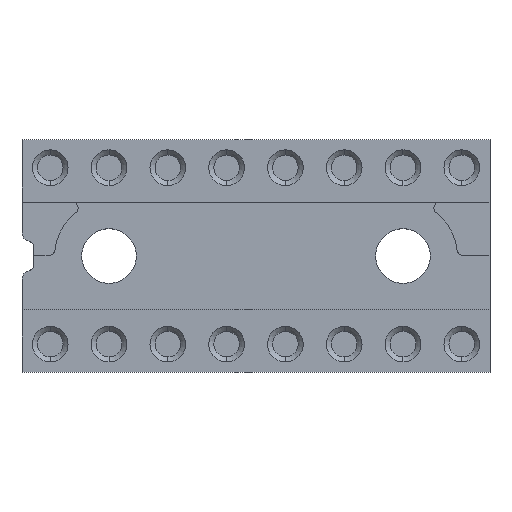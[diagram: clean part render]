
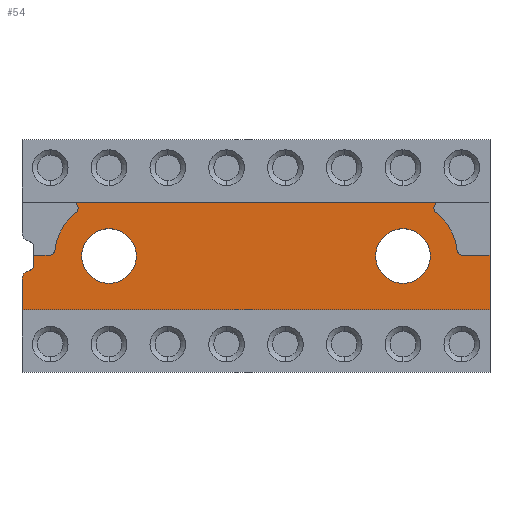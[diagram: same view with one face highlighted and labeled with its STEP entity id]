
A CAD part, top view. The second image highlights one B-rep face of the part: STEP entity #54.
In plain terms, the highlighted planar face has unit normal (0, 0, 1).
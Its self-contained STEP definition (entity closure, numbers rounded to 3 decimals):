
#54=ADVANCED_FACE('',(#303,#304,#305),#306,.F.);
#303=FACE_OUTER_BOUND('',#787,.T.);
#304=FACE_BOUND('',#788,.T.);
#305=FACE_BOUND('',#789,.T.);
#306=PLANE('',#790);
#787=EDGE_LOOP('',(#1335,#1336,#1337,#1338,#1339,#1340,#1341,#1342,#1343,#1344,#1345,#1346,#1347,#1348,#1349,#1350,#1351));
#788=EDGE_LOOP('',(#1352,#1353));
#789=EDGE_LOOP('',(#1354,#1355));
#790=AXIS2_PLACEMENT_3D('',#1356,#1357,#1358);
#1335=ORIENTED_EDGE('',*,*,#2922,.F.);
#1336=ORIENTED_EDGE('',*,*,#2860,.F.);
#1337=ORIENTED_EDGE('',*,*,#2923,.F.);
#1338=ORIENTED_EDGE('',*,*,#2924,.T.);
#1339=ORIENTED_EDGE('',*,*,#2925,.F.);
#1340=ORIENTED_EDGE('',*,*,#2926,.F.);
#1341=ORIENTED_EDGE('',*,*,#2927,.T.);
#1342=ORIENTED_EDGE('',*,*,#2928,.F.);
#1343=ORIENTED_EDGE('',*,*,#2929,.T.);
#1344=ORIENTED_EDGE('',*,*,#2910,.T.);
#1345=ORIENTED_EDGE('',*,*,#2908,.T.);
#1346=ORIENTED_EDGE('',*,*,#2921,.T.);
#1347=ORIENTED_EDGE('',*,*,#2930,.T.);
#1348=ORIENTED_EDGE('',*,*,#2931,.F.);
#1349=ORIENTED_EDGE('',*,*,#2932,.T.);
#1350=ORIENTED_EDGE('',*,*,#2933,.F.);
#1351=ORIENTED_EDGE('',*,*,#2866,.F.);
#1352=ORIENTED_EDGE('',*,*,#2934,.F.);
#1353=ORIENTED_EDGE('',*,*,#2935,.F.);
#1354=ORIENTED_EDGE('',*,*,#2936,.F.);
#1355=ORIENTED_EDGE('',*,*,#2937,.F.);
#1356=CARTESIAN_POINT('',(-10.109,-2.324,-2.108));
#1357=DIRECTION('',(0.0,0.0,-1.0));
#1358=DIRECTION('',(0.0,-1.0,0.0));
#2860=EDGE_CURVE('',#3333,#3336,#3337,.T.);
#2866=EDGE_CURVE('',#3346,#3342,#3348,.T.);
#2908=EDGE_CURVE('',#3431,#3429,#3432,.T.);
#2910=EDGE_CURVE('',#3434,#3431,#3435,.T.);
#2921=EDGE_CURVE('',#3429,#3451,#3453,.T.);
#2922=EDGE_CURVE('',#3336,#3346,#3454,.T.);
#2923=EDGE_CURVE('',#3455,#3333,#3456,.T.);
#2924=EDGE_CURVE('',#3455,#3457,#3458,.T.);
#2925=EDGE_CURVE('',#3459,#3457,#3460,.T.);
#2926=EDGE_CURVE('',#3461,#3459,#3462,.T.);
#2927=EDGE_CURVE('',#3461,#3463,#3464,.T.);
#2928=EDGE_CURVE('',#3465,#3463,#3466,.T.);
#2929=EDGE_CURVE('',#3465,#3434,#3467,.T.);
#2930=EDGE_CURVE('',#3451,#3468,#3469,.T.);
#2931=EDGE_CURVE('',#3470,#3468,#3471,.T.);
#2932=EDGE_CURVE('',#3470,#3472,#3473,.T.);
#2933=EDGE_CURVE('',#3342,#3472,#3474,.T.);
#2934=EDGE_CURVE('',#3475,#3476,#3477,.T.);
#2935=EDGE_CURVE('',#3476,#3475,#3478,.T.);
#2936=EDGE_CURVE('',#3479,#3480,#3481,.T.);
#2937=EDGE_CURVE('',#3480,#3479,#3482,.T.);
#3333=VERTEX_POINT('',#4091);
#3336=VERTEX_POINT('',#4095);
#3337=CIRCLE('',#4096,0.254);
#3342=VERTEX_POINT('',#4102);
#3346=VERTEX_POINT('',#4107);
#3348=CIRCLE('',#4110,0.254);
#3429=VERTEX_POINT('',#4199);
#3431=VERTEX_POINT('',#4202);
#3432=LINE('',#4203,#4204);
#3434=VERTEX_POINT('',#4207);
#3435=LINE('',#4208,#4209);
#3451=VERTEX_POINT('',#4234);
#3453=LINE('',#4237,#4238);
#3454=LINE('',#4239,#4240);
#3455=VERTEX_POINT('',#4241);
#3456=CIRCLE('',#4242,0.254);
#3457=VERTEX_POINT('',#4243);
#3458=CIRCLE('',#4244,2.362);
#3459=VERTEX_POINT('',#4245);
#3460=CIRCLE('',#4246,0.254);
#3461=VERTEX_POINT('',#4247);
#3462=LINE('',#4248,#4249);
#3463=VERTEX_POINT('',#4250);
#3464=LINE('',#4251,#4252);
#3465=VERTEX_POINT('',#4253);
#3466=CIRCLE('',#4254,0.254);
#3467=CIRCLE('',#4255,0.381);
#3468=VERTEX_POINT('',#4256);
#3469=LINE('',#4257,#4258);
#3470=VERTEX_POINT('',#4259);
#3471=CIRCLE('',#4260,0.254);
#3472=VERTEX_POINT('',#4261);
#3473=CIRCLE('',#4262,2.362);
#3474=CIRCLE('',#4263,0.254);
#3475=VERTEX_POINT('',#4264);
#3476=VERTEX_POINT('',#4265);
#3477=CIRCLE('',#4266,1.181);
#3478=CIRCLE('',#4267,1.181);
#3479=VERTEX_POINT('',#4268);
#3480=VERTEX_POINT('',#4269);
#3481=CIRCLE('',#4270,1.181);
#3482=CIRCLE('',#4271,1.181);
#4091=CARTESIAN_POINT('',(-7.684,2.07,-2.108));
#4095=CARTESIAN_POINT('',(-7.938,2.324,-2.108));
#4096=AXIS2_PLACEMENT_3D('',#5068,#5069,#5070);
#4102=CARTESIAN_POINT('',(7.684,2.07,-2.108));
#4107=CARTESIAN_POINT('',(7.938,2.324,-2.108));
#4110=AXIS2_PLACEMENT_3D('',#5080,#5081,#5082);
#4199=CARTESIAN_POINT('',(10.109,-2.324,-2.108));
#4202=CARTESIAN_POINT('',(-10.109,-2.324,-2.108));
#4203=CARTESIAN_POINT('',(-10.109,-2.324,-2.108));
#4204=VECTOR('',#5188,20.218);
#4207=CARTESIAN_POINT('',(-10.109,-1.008,-2.108));
#4208=CARTESIAN_POINT('',(-10.109,-1.008,-2.108));
#4209=VECTOR('',#5190,1.316);
#4234=CARTESIAN_POINT('',(10.109,0.025,-2.108));
#4237=CARTESIAN_POINT('',(10.109,-2.324,-2.108));
#4238=VECTOR('',#5201,2.35);
#4239=CARTESIAN_POINT('',(-7.938,2.324,-2.108));
#4240=VECTOR('',#5202,15.876);
#4241=CARTESIAN_POINT('',(-7.783,1.869,-2.108));
#4242=AXIS2_PLACEMENT_3D('',#5203,#5204,#5205);
#4243=CARTESIAN_POINT('',(-8.687,0.252,-2.108));
#4244=AXIS2_PLACEMENT_3D('',#5206,#5207,#5208);
#4245=CARTESIAN_POINT('',(-8.939,0.025,-2.108));
#4246=AXIS2_PLACEMENT_3D('',#5209,#5210,#5211);
#4247=CARTESIAN_POINT('',(-9.601,0.025,-2.108));
#4248=CARTESIAN_POINT('',(-9.601,0.025,-2.108));
#4249=VECTOR('',#5212,0.662);
#4250=CARTESIAN_POINT('',(-9.601,-0.386,-2.108));
#4251=CARTESIAN_POINT('',(-9.601,0.025,-2.108));
#4252=VECTOR('',#5213,0.412);
#4253=CARTESIAN_POINT('',(-9.804,-0.635,-2.108));
#4254=AXIS2_PLACEMENT_3D('',#5214,#5215,#5216);
#4255=AXIS2_PLACEMENT_3D('',#5217,#5218,#5219);
#4256=CARTESIAN_POINT('',(8.939,0.025,-2.108));
#4257=CARTESIAN_POINT('',(10.109,0.025,-2.108));
#4258=VECTOR('',#5220,1.17);
#4259=CARTESIAN_POINT('',(8.687,0.252,-2.108));
#4260=AXIS2_PLACEMENT_3D('',#5221,#5222,#5223);
#4261=CARTESIAN_POINT('',(7.783,1.869,-2.108));
#4262=AXIS2_PLACEMENT_3D('',#5224,#5225,#5226);
#4263=AXIS2_PLACEMENT_3D('',#5227,#5228,#5229);
#4264=CARTESIAN_POINT('',(5.169,0.0,-2.108));
#4265=CARTESIAN_POINT('',(7.531,0.0,-2.108));
#4266=AXIS2_PLACEMENT_3D('',#5230,#5231,#5232);
#4267=AXIS2_PLACEMENT_3D('',#5233,#5234,#5235);
#4268=CARTESIAN_POINT('',(-7.531,0.0,-2.108));
#4269=CARTESIAN_POINT('',(-5.169,0.0,-2.108));
#4270=AXIS2_PLACEMENT_3D('',#5236,#5237,#5238);
#4271=AXIS2_PLACEMENT_3D('',#5239,#5240,#5241);
#5068=CARTESIAN_POINT('',(-7.938,2.07,-2.108));
#5069=DIRECTION('',(0.0,0.0,1.0));
#5070=DIRECTION('',(0.611,-0.791,0.0));
#5080=CARTESIAN_POINT('',(7.938,2.07,-2.108));
#5081=DIRECTION('',(0.0,-0.0,1.0));
#5082=DIRECTION('',(0.0,1.0,0.0));
#5188=DIRECTION('',(1.0,0.0,0.0));
#5190=DIRECTION('',(0.0,-1.0,0.0));
#5201=DIRECTION('',(0.0,1.0,0.0));
#5202=DIRECTION('',(1.0,0.0,0.0));
#5203=CARTESIAN_POINT('',(-7.938,2.07,-2.108));
#5204=DIRECTION('',(0.0,0.0,1.0));
#5205=DIRECTION('',(0.611,-0.791,0.0));
#5206=CARTESIAN_POINT('',(-6.338,0.0,-2.108));
#5207=DIRECTION('',(0.0,0.0,1.0));
#5208=DIRECTION('',(-0.611,0.791,0.0));
#5209=CARTESIAN_POINT('',(-8.939,0.279,-2.108));
#5210=DIRECTION('',(0.0,0.0,1.0));
#5211=DIRECTION('',(0.0,-1.0,0.0));
#5212=DIRECTION('',(1.0,0.0,0.0));
#5213=DIRECTION('',(0.0,-1.0,0.0));
#5214=CARTESIAN_POINT('',(-9.855,-0.386,-2.108));
#5215=DIRECTION('',(0.0,0.0,1.0));
#5216=DIRECTION('',(0.2,-0.98,0.0));
#5217=CARTESIAN_POINT('',(-9.728,-1.008,-2.108));
#5218=DIRECTION('',(0.0,0.0,1.0));
#5219=DIRECTION('',(-0.2,0.98,0.0));
#5220=DIRECTION('',(-1.0,0.0,0.0));
#5221=CARTESIAN_POINT('',(8.939,0.279,-2.108));
#5222=DIRECTION('',(0.0,0.0,1.0));
#5223=DIRECTION('',(-0.994,-0.107,0.0));
#5224=CARTESIAN_POINT('',(6.338,0.0,-2.108));
#5225=DIRECTION('',(0.0,-0.0,1.0));
#5226=DIRECTION('',(0.994,0.107,0.0));
#5227=CARTESIAN_POINT('',(7.938,2.07,-2.108));
#5228=DIRECTION('',(0.0,-0.0,1.0));
#5229=DIRECTION('',(0.0,1.0,0.0));
#5230=CARTESIAN_POINT('',(6.35,0.0,-2.108));
#5231=DIRECTION('',(0.0,0.0,1.0));
#5232=DIRECTION('',(-1.0,0.0,0.0));
#5233=CARTESIAN_POINT('',(6.35,0.0,-2.108));
#5234=DIRECTION('',(0.0,0.0,1.0));
#5235=DIRECTION('',(1.0,0.0,0.0));
#5236=CARTESIAN_POINT('',(-6.35,0.0,-2.108));
#5237=DIRECTION('',(0.0,0.0,1.0));
#5238=DIRECTION('',(-1.0,0.0,0.0));
#5239=CARTESIAN_POINT('',(-6.35,0.0,-2.108));
#5240=DIRECTION('',(0.0,0.0,1.0));
#5241=DIRECTION('',(1.0,0.0,0.0));
